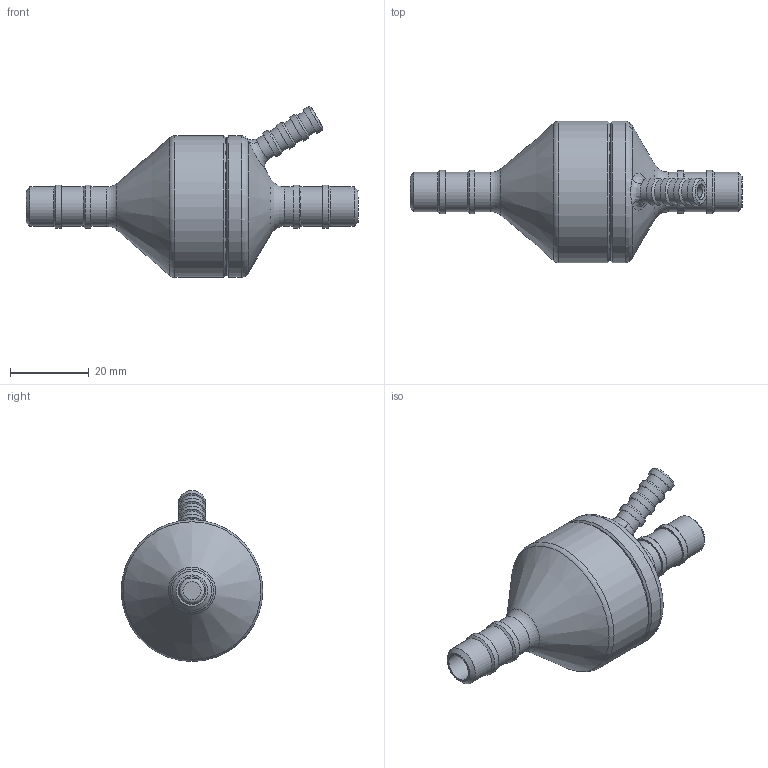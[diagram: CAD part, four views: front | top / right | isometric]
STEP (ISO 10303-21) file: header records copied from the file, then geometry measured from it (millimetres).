
FILE_DESCRIPTION(/* description */ (''),/* implementation_level */ '2;1');
FILE_NAME(/* name */ 'Oxygen Mixer V6.step',/* time_stamp */ '2020-04-11T12:20:09+02:00',/* author */ (''),/* organization */ (''),/* preprocessor_version */ 'ST-DEVELOPER v18',/* originating_system */ 'Autodesk Translation Framework v8.12.0.6',/* authorisation */ '');
FILE_SCHEMA (('AUTOMOTIVE_DESIGN { 1 0 10303 214 3 1 1 }'));
Length unit declared in the file: millimetre
Products named in the file (4): Oxygen Mixer V6; Cap; Bot; Plug
Assembly tree (3 placements, depth 2):
  Oxygen Mixer V6
    Cap
    Bot
    Plug
Bounding box: 84.39 x 36 x 43.45 mm (x, y, z)
Volume: 27976.5 mm3; surface area: 16107.9 mm2
Topology: 3 solids, 3 shells, 220 faces, 595 edges, 387 vertices
Faces by surface type: cylinder 74, plane 65, bspline 40, cone 22, torus 15, sphere 4
Full cylindrical faces by diameter (mm): 2 x1, 3 x3, 5 x1, 6 x4, 7 x6, 10 x6, 10.945 x1, 11 x3, 26.17 x2, 27.162 x2, 29.605 x4, 30.509 x4, 36 x2
Entity records: 11274 total; most frequent: CARTESIAN_POINT 5936, ORIENTED_EDGE 1186, DIRECTION 975, EDGE_CURVE 593, AXIS2_PLACEMENT_3D 400, VERTEX_POINT 387, EDGE_LOOP 236, FACE_OUTER_BOUND 220
